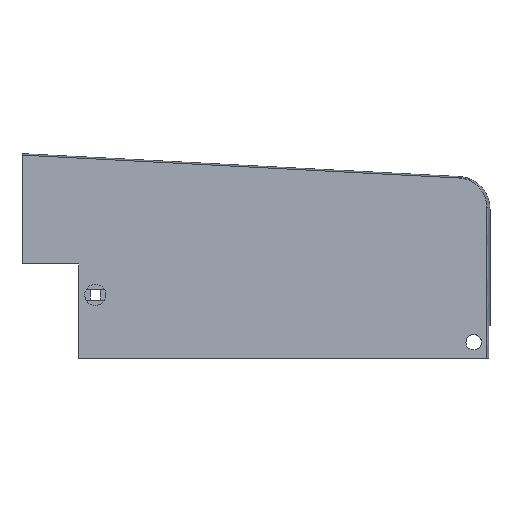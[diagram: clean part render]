
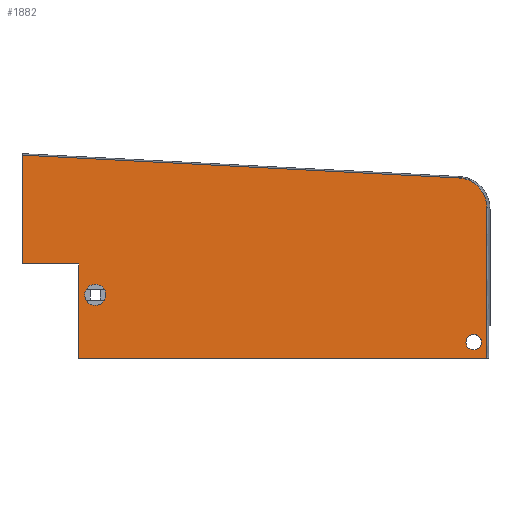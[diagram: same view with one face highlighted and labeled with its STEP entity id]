
A CAD part, front view. The second image highlights one B-rep face of the part: STEP entity #1882.
In plain terms, the highlighted planar face has unit normal (0.002, -0.999, 0.045).
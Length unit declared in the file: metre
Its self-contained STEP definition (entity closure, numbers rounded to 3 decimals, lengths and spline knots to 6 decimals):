
#17=CIRCLE('',#1985,0.0024);
#20=ELLIPSE('',#1986,0.003253,0.00325);
#58=B_SPLINE_CURVE_WITH_KNOTS('',3,(#2920,#2921,#2922,#2923,#2924,#2925,
#2926),.UNSPECIFIED.,.F.,.F.,(4,1,1,1,4),(0.,0.25,0.5,0.75,1.),
 .UNSPECIFIED.);
#59=B_SPLINE_CURVE_WITH_KNOTS('',3,(#2929,#2930,#2931,#2932),
 .UNSPECIFIED.,.F.,.F.,(4,4),(0.,1.),.UNSPECIFIED.);
#60=B_SPLINE_CURVE_WITH_KNOTS('',3,(#2939,#2940,#2941,#2942),
 .UNSPECIFIED.,.F.,.F.,(4,4),(0.,1.),.UNSPECIFIED.);
#298=ORIENTED_EDGE('',*,*,#778,.T.);
#299=ORIENTED_EDGE('',*,*,#779,.T.);
#300=ORIENTED_EDGE('',*,*,#780,.T.);
#301=ORIENTED_EDGE('',*,*,#781,.T.);
#302=ORIENTED_EDGE('',*,*,#782,.T.);
#303=ORIENTED_EDGE('',*,*,#783,.T.);
#304=ORIENTED_EDGE('',*,*,#762,.T.);
#305=ORIENTED_EDGE('',*,*,#784,.T.);
#306=ORIENTED_EDGE('',*,*,#785,.T.);
#762=EDGE_CURVE('',#1000,#1003,#1190,.F.);
#778=EDGE_CURVE('',#1017,#1017,#17,.T.);
#779=EDGE_CURVE('',#1018,#1018,#20,.T.);
#780=EDGE_CURVE('',#1019,#1020,#58,.T.);
#781=EDGE_CURVE('',#1020,#1021,#59,.T.);
#782=EDGE_CURVE('',#1021,#1022,#1200,.F.);
#783=EDGE_CURVE('',#1022,#1000,#1201,.F.);
#784=EDGE_CURVE('',#1003,#1023,#1202,.F.);
#785=EDGE_CURVE('',#1023,#1019,#60,.T.);
#1000=VERTEX_POINT('',#2835);
#1003=VERTEX_POINT('',#2841);
#1017=VERTEX_POINT('',#2917);
#1018=VERTEX_POINT('',#2919);
#1019=VERTEX_POINT('',#2927);
#1020=VERTEX_POINT('',#2928);
#1021=VERTEX_POINT('',#2933);
#1022=VERTEX_POINT('',#2935);
#1023=VERTEX_POINT('',#2938);
#1190=LINE('',#2842,#1409);
#1200=LINE('',#2934,#1419);
#1201=LINE('',#2936,#1420);
#1202=LINE('',#2937,#1421);
#1409=VECTOR('',#2190,1.);
#1419=VECTOR('',#2212,1.);
#1420=VECTOR('',#2213,1.);
#1421=VECTOR('',#2214,1.);
#1582=EDGE_LOOP('',(#298));
#1583=EDGE_LOOP('',(#299));
#1584=EDGE_LOOP('',(#300,#301,#302,#303,#304,#305,#306));
#1694=FACE_BOUND('',#1582,.T.);
#1695=FACE_BOUND('',#1583,.T.);
#1696=FACE_BOUND('',#1584,.T.);
#1790=PLANE('',#1984);
#1882=ADVANCED_FACE('',(#1694,#1695,#1696),#1790,.F.);
#1984=AXIS2_PLACEMENT_3D('',#2915,#2206,#2207);
#1985=AXIS2_PLACEMENT_3D('',#2916,#2208,#2209);
#1986=AXIS2_PLACEMENT_3D('',#2918,#2210,#2211);
#2190=DIRECTION('',(0.,0.045,0.999));
#2206=DIRECTION('',(-0.002,0.999,-0.045));
#2207=DIRECTION('',(-1.,-0.002,0.));
#2208=DIRECTION('',(-0.002,0.999,-0.045));
#2209=DIRECTION('',(0.,0.045,0.999));
#2210=DIRECTION('',(-0.002,0.999,-0.045));
#2211=DIRECTION('',(0.052,0.045,0.998));
#2212=DIRECTION('',(0.,0.045,0.999));
#2213=DIRECTION('',(-1.,-0.002,0.));
#2214=DIRECTION('',(-1.,-0.002,0.));
#2835=CARTESIAN_POINT('',(-0.126336,-0.02799,0.019));
#2841=CARTESIAN_POINT('',(-0.126336,-0.029299,-0.01));
#2842=CARTESIAN_POINT('',(-0.126336,-0.027676,0.02594));
#2915=CARTESIAN_POINT('',(-0.042112,-0.027333,0.029126));
#2916=CARTESIAN_POINT('',(-0.005,-0.028786,-0.005005));
#2917=CARTESIAN_POINT('',(-0.005,-0.028678,-0.002607));
#2918=CARTESIAN_POINT('',(-0.121336,-0.028407,0.0095));
#2919=CARTESIAN_POINT('',(-0.121166,-0.02826,0.012746));
#2920=CARTESIAN_POINT('',(-0.000972,-0.026906,0.036431));
#2921=CARTESIAN_POINT('',(-0.000972,-0.026854,0.037583));
#2922=CARTESIAN_POINT('',(-0.00141,-0.026753,0.03984));
#2923=CARTESIAN_POINT('',(-0.003283,-0.026625,0.042778));
#2924=CARTESIAN_POINT('',(-0.006119,-0.026541,0.044802));
#2925=CARTESIAN_POINT('',(-0.008349,-0.026521,0.045358));
#2926=CARTESIAN_POINT('',(-0.009501,-0.026521,0.045418));
#2927=CARTESIAN_POINT('',(-0.000972,-0.026906,0.036431));
#2928=CARTESIAN_POINT('',(-0.009501,-0.026521,0.045418));
#2929=CARTESIAN_POINT('',(-0.009501,-0.026521,0.045418));
#2930=CARTESIAN_POINT('',(-0.054279,-0.026521,0.047765));
#2931=CARTESIAN_POINT('',(-0.099058,-0.026521,0.050112));
#2932=CARTESIAN_POINT('',(-0.143836,-0.026521,0.052458));
#2933=CARTESIAN_POINT('',(-0.143836,-0.026521,0.052458));
#2934=CARTESIAN_POINT('',(-0.143836,-0.027574,0.029137));
#2935=CARTESIAN_POINT('',(-0.143836,-0.028031,0.019));
#2936=CARTESIAN_POINT('',(-0.111287,-0.027954,0.019));
#2937=CARTESIAN_POINT('',(-0.042108,-0.0291,-0.01));
#2938=CARTESIAN_POINT('',(-0.000972,-0.029002,-0.01));
#2939=CARTESIAN_POINT('',(-0.000972,-0.029002,-0.01));
#2940=CARTESIAN_POINT('',(-0.000972,-0.028304,0.005477));
#2941=CARTESIAN_POINT('',(-0.000972,-0.027605,0.020954));
#2942=CARTESIAN_POINT('',(-0.000972,-0.026906,0.036431));
